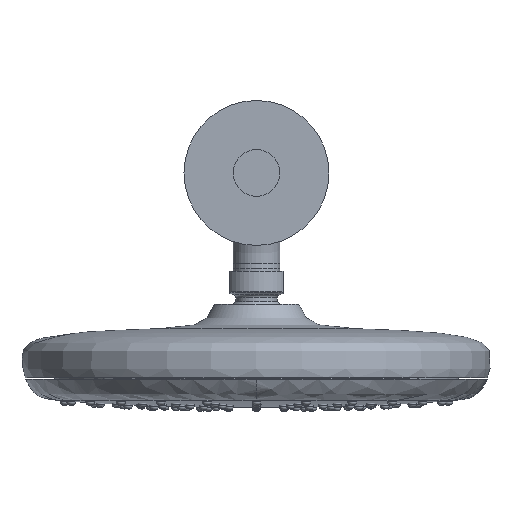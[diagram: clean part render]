
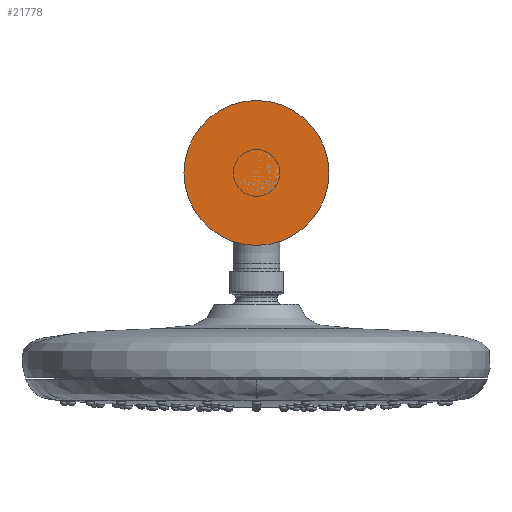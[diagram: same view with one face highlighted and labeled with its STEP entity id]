
A CAD part, left-side view. The second image highlights one B-rep face of the part: STEP entity #21778.
In plain terms, the highlighted planar face has unit normal (-1, 0, 0).
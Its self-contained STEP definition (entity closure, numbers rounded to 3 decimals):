
#1108=PLANE('',#22982);
#1898=CIRCLE('',#22983,32.5);
#8255=ORIENTED_EDGE('',*,*,#11456,.T.);
#11456=EDGE_CURVE('',#13871,#13871,#1898,.T.);
#13871=VERTEX_POINT('',#80290);
#18293=EDGE_LOOP('',(#8255));
#20206=FACE_BOUND('',#18293,.T.);
#21778=ADVANCED_FACE('',(#20206),#1108,.T.);
#22982=AXIS2_PLACEMENT_3D('',#80288,#25162,#25163);
#22983=AXIS2_PLACEMENT_3D('',#80289,#25164,#25165);
#25162=DIRECTION('',(-1.,0.,0.));
#25163=DIRECTION('',(0.,0.,1.));
#25164=DIRECTION('',(-1.,0.,0.));
#25165=DIRECTION('',(0.,0.,1.));
#80288=CARTESIAN_POINT('',(14.5,0.,32.5));
#80289=CARTESIAN_POINT('',(14.5,0.,0.));
#80290=CARTESIAN_POINT('',(14.5,0.,32.5));
